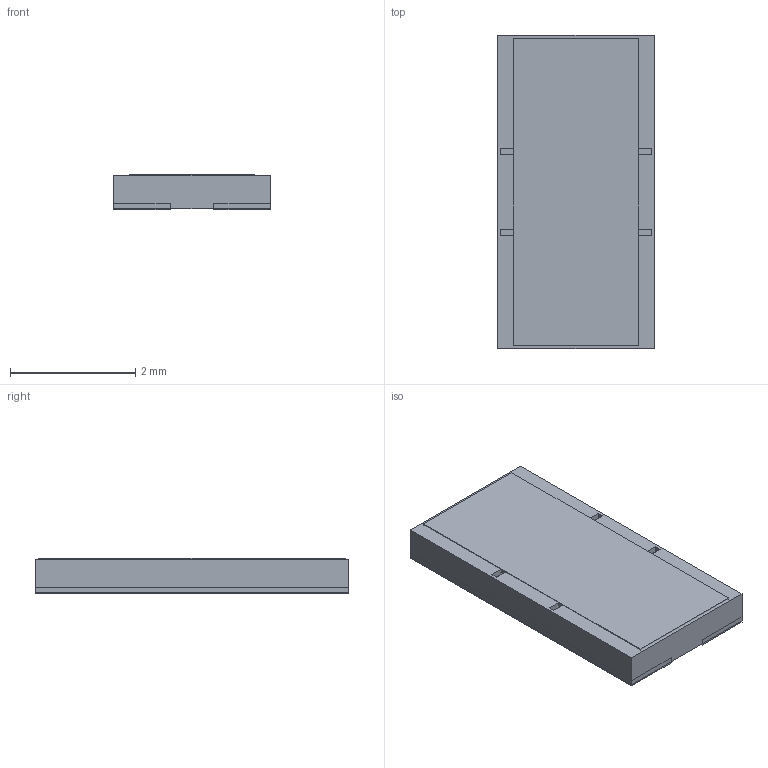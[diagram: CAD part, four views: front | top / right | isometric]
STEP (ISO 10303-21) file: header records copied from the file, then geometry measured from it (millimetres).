
FILE_DESCRIPTION(('FreeCAD Model'),'2;1');
FILE_NAME('177236.5.3.stp','2021-05-13T15:50:34',( 'Author'),(''),'Open CASCADE STEP processor 6.9','FreeCAD','Unknown' );
FILE_SCHEMA(('AUTOMOTIVE_DESIGN { 1 0 10303 214 1 1 1 1 }'));
Length unit declared in the file: millimetre
Products named in the file (4): ASSEMBLY; Body; solidTerminal; solidTop
Assembly tree (3 placements, depth 2):
  ASSEMBLY
    Body
    solidTerminal
    solidTop
Bounding box: 2.5 x 5 x 0.57 mm (x, y, z)
Surface area: 74.9 mm2
Topology: 4 solids, 4 shells, 34 faces, 72 edges, 48 vertices
Faces by surface type: plane 34
Entity records: 1931 total; most frequent: CARTESIAN_POINT 302, DIRECTION 292, LINE 216, VECTOR 216, ORIENTED_EDGE 144, PCURVE 144, DEFINITIONAL_REPRESENTATION 144, EDGE_CURVE 72
